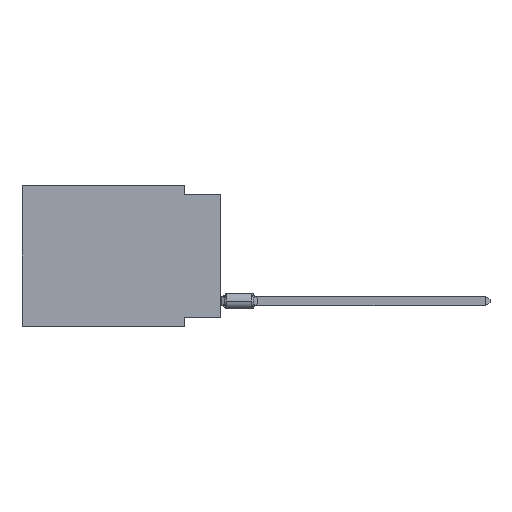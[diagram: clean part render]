
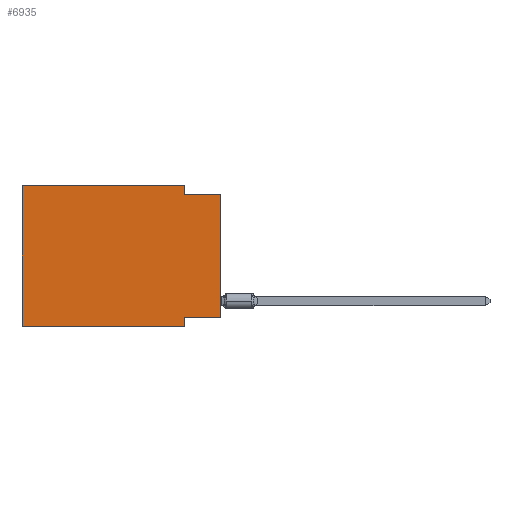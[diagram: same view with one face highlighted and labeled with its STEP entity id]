
A CAD part, left-side view. The second image highlights one B-rep face of the part: STEP entity #6935.
In plain terms, the highlighted planar face has unit normal (-1, 0, 0).
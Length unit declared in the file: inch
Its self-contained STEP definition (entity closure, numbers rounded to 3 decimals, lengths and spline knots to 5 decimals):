
#660 = DIRECTION ( 'NONE',  ( 0., 1., 0. ) ) ;
#1438 = LINE ( 'NONE', #73230, #75629 ) ;
#3152 = VERTEX_POINT ( 'NONE', #3579 ) ;
#3579 = CARTESIAN_POINT ( 'NONE',  ( 0., 0.1, -0.39 ) ) ;
#3929 = LINE ( 'NONE', #81673, #43673 ) ;
#4517 = VERTEX_POINT ( 'NONE', #70383 ) ;
#5261 = LINE ( 'NONE', #11631, #13058 ) ;
#5815 = CARTESIAN_POINT ( 'NONE',  ( 0., 0.1, -0.39 ) ) ;
#6935 = ADVANCED_FACE ( 'NONE', ( #70831 ), #12202, .F. ) ;
#7878 = LINE ( 'NONE', #66497, #78728 ) ;
#8353 = ORIENTED_EDGE ( 'NONE', *, *, #77897, .F. ) ;
#11631 = CARTESIAN_POINT ( 'NONE',  ( 0., 0.55, -0.39 ) ) ;
#11771 = DIRECTION ( 'NONE',  ( 0., 0., -1. ) ) ;
#11838 = LINE ( 'NONE', #53323, #29238 ) ;
#12202 = PLANE ( 'NONE',  #32097 ) ;
#13058 = VECTOR ( 'NONE', #18415, 39.37008 ) ;
#17425 = VECTOR ( 'NONE', #35740, 39.37008 ) ;
#18415 = DIRECTION ( 'NONE',  ( 0., -1., 0. ) ) ;
#19107 = CARTESIAN_POINT ( 'NONE',  ( 0., 0.55, 0. ) ) ;
#19718 = VECTOR ( 'NONE', #36398, 39.37008 ) ;
#22226 = VERTEX_POINT ( 'NONE', #44772 ) ;
#23256 = CARTESIAN_POINT ( 'NONE',  ( 0., 0.55, 0. ) ) ;
#25378 = CARTESIAN_POINT ( 'NONE',  ( 0., 0.55, 0. ) ) ;
#29238 = VECTOR ( 'NONE', #65247, 39.37008 ) ;
#30614 = CARTESIAN_POINT ( 'NONE',  ( 0., 0., -0.025 ) ) ;
#31303 = CARTESIAN_POINT ( 'NONE',  ( 0., 0.55, -0.39 ) ) ;
#32097 = AXIS2_PLACEMENT_3D ( 'NONE', #25378, #77205, #43356 ) ;
#32560 = EDGE_CURVE ( 'NONE', #62106, #22226, #1438, .T. ) ;
#33341 = VERTEX_POINT ( 'NONE', #19107 ) ;
#35740 = DIRECTION ( 'NONE',  ( 0., -1., 0. ) ) ;
#36398 = DIRECTION ( 'NONE',  ( 0., 0., 1. ) ) ;
#39731 = VERTEX_POINT ( 'NONE', #31303 ) ;
#40342 = ORIENTED_EDGE ( 'NONE', *, *, #73790, .T. ) ;
#42209 = ORIENTED_EDGE ( 'NONE', *, *, #82039, .F. ) ;
#43356 = DIRECTION ( 'NONE',  ( 0., 0., -1. ) ) ;
#43673 = VECTOR ( 'NONE', #53035, 39.37008 ) ;
#44772 = CARTESIAN_POINT ( 'NONE',  ( 0., 0., -0.025 ) ) ;
#44999 = CARTESIAN_POINT ( 'NONE',  ( 0., 0.1, -0.365 ) ) ;
#47359 = EDGE_LOOP ( 'NONE', ( #73664, #8353, #69514, #54314, #63105, #40342, #71197, #42209 ) ) ;
#50835 = LINE ( 'NONE', #5815, #52128 ) ;
#52128 = VECTOR ( 'NONE', #11771, 39.37008 ) ;
#53035 = DIRECTION ( 'NONE',  ( 0., -1., 0. ) ) ;
#53323 = CARTESIAN_POINT ( 'NONE',  ( 0., 0.1, 0. ) ) ;
#54101 = DIRECTION ( 'NONE',  ( 0., 0., 1. ) ) ;
#54314 = ORIENTED_EDGE ( 'NONE', *, *, #83983, .F. ) ;
#62106 = VERTEX_POINT ( 'NONE', #83516 ) ;
#63105 = ORIENTED_EDGE ( 'NONE', *, *, #75052, .F. ) ;
#64574 = VERTEX_POINT ( 'NONE', #44999 ) ;
#65247 = DIRECTION ( 'NONE',  ( 0., 0., -1. ) ) ;
#66497 = CARTESIAN_POINT ( 'NONE',  ( 0., 0., -0.365 ) ) ;
#68063 = LINE ( 'NONE', #30614, #17425 ) ;
#69514 = ORIENTED_EDGE ( 'NONE', *, *, #73504, .F. ) ;
#70383 = CARTESIAN_POINT ( 'NONE',  ( 0., 0.1, -0.025 ) ) ;
#70831 = FACE_OUTER_BOUND ( 'NONE', #47359, .T. ) ;
#71197 = ORIENTED_EDGE ( 'NONE', *, *, #71838, .F. ) ;
#71838 = EDGE_CURVE ( 'NONE', #64574, #3152, #50835, .T. ) ;
#73230 = CARTESIAN_POINT ( 'NONE',  ( 0., 0., 0. ) ) ;
#73504 = EDGE_CURVE ( 'NONE', #76387, #4517, #11838, .T. ) ;
#73664 = ORIENTED_EDGE ( 'NONE', *, *, #32560, .T. ) ;
#73790 = EDGE_CURVE ( 'NONE', #39731, #3152, #5261, .T. ) ;
#75052 = EDGE_CURVE ( 'NONE', #39731, #33341, #75914, .T. ) ;
#75629 = VECTOR ( 'NONE', #54101, 39.37008 ) ;
#75914 = LINE ( 'NONE', #23256, #19718 ) ;
#76387 = VERTEX_POINT ( 'NONE', #83123 ) ;
#77205 = DIRECTION ( 'NONE',  ( 1., 0., 0. ) ) ;
#77897 = EDGE_CURVE ( 'NONE', #4517, #22226, #68063, .T. ) ;
#78728 = VECTOR ( 'NONE', #660, 39.37008 ) ;
#81673 = CARTESIAN_POINT ( 'NONE',  ( 0., 0.55, 0. ) ) ;
#82039 = EDGE_CURVE ( 'NONE', #62106, #64574, #7878, .T. ) ;
#83123 = CARTESIAN_POINT ( 'NONE',  ( 0., 0.1, 0. ) ) ;
#83516 = CARTESIAN_POINT ( 'NONE',  ( 0., 0., -0.365 ) ) ;
#83983 = EDGE_CURVE ( 'NONE', #33341, #76387, #3929, .T. ) ;
